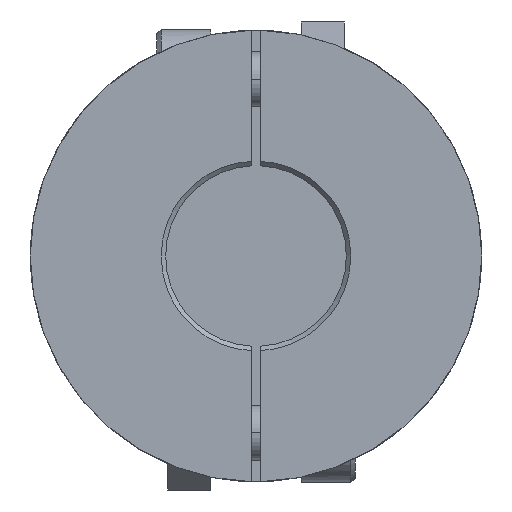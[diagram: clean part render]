
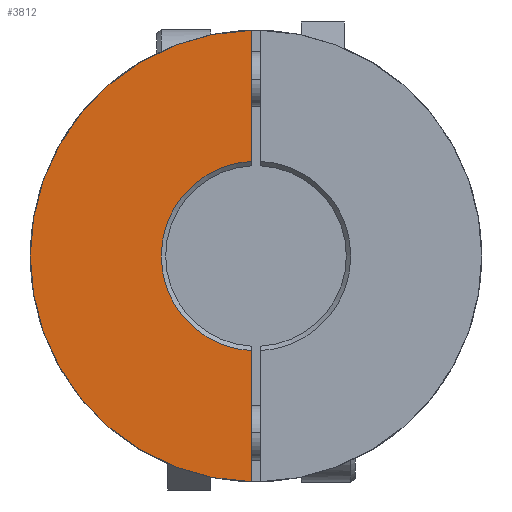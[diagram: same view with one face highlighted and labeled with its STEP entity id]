
A CAD part, left-side view. The second image highlights one B-rep face of the part: STEP entity #3812.
In plain terms, the highlighted planar face has unit normal (-1, 0, 0).
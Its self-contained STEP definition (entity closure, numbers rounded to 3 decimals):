
#743=DIRECTION('',(0.,0.,-1.));
#744=VECTOR('',#743,7.253);
#745=CARTESIAN_POINT('',(-18.,0.25,12.497));
#746=LINE('',#745,#744);
#747=DIRECTION('',(0.,0.,-1.));
#748=VECTOR('',#747,7.253);
#749=CARTESIAN_POINT('',(-18.,0.25,-5.244));
#750=LINE('',#749,#748);
#751=CARTESIAN_POINT('',(-18.,0.,0.));
#752=DIRECTION('',(-1.,0.,0.));
#753=DIRECTION('',(0.,1.,0.));
#754=AXIS2_PLACEMENT_3D('',#751,#752,#753);
#756=CARTESIAN_POINT('',(-18.,0.,0.));
#757=DIRECTION('',(1.,0.,0.));
#758=DIRECTION('',(0.,1.,0.));
#759=AXIS2_PLACEMENT_3D('',#756,#757,#758);
#853=CARTESIAN_POINT('',(-18.,0.,0.));
#854=DIRECTION('',(1.,0.,0.));
#855=DIRECTION('',(0.,0.048,-0.999));
#856=AXIS2_PLACEMENT_3D('',#853,#854,#855);
#2473=CARTESIAN_POINT('',(-18.,0.25,12.497));
#2474=VERTEX_POINT('',#2473);
#2477=CARTESIAN_POINT('',(-18.,0.25,-12.497));
#2478=VERTEX_POINT('',#2477);
#2481=CARTESIAN_POINT('',(-18.,12.5,0.));
#2482=VERTEX_POINT('',#2481);
#3045=CARTESIAN_POINT('',(-18.,0.25,-5.244));
#3046=CARTESIAN_POINT('',(-18.,0.25,5.244));
#3047=VERTEX_POINT('',#3045);
#3048=VERTEX_POINT('',#3046);
#3797=CARTESIAN_POINT('',(-18.,0.,0.));
#3798=DIRECTION('',(1.,0.,0.));
#3799=DIRECTION('',(0.,-1.,0.));
#3800=AXIS2_PLACEMENT_3D('',#3797,#3798,#3799);
#3801=PLANE('',#3800);
#3803=ORIENTED_EDGE('',*,*,#3802,.T.);
#3805=ORIENTED_EDGE('',*,*,#3804,.F.);
#3807=ORIENTED_EDGE('',*,*,#3806,.T.);
#3808=ORIENTED_EDGE('',*,*,#3484,.F.);
#3809=ORIENTED_EDGE('',*,*,#3148,.T.);
#3810=EDGE_LOOP('',(#3803,#3805,#3807,#3808,#3809));
#3811=FACE_OUTER_BOUND('',#3810,.F.);
#3812=ADVANCED_FACE('',(#3811),#3801,.F.);
#755=CIRCLE('',#754,12.5);
#760=CIRCLE('',#759,12.5);
#857=CIRCLE('',#856,5.25);
#3148=EDGE_CURVE('',#2482,#2474,#760,.T.);
#3484=EDGE_CURVE('',#2482,#2478,#755,.T.);
#3802=EDGE_CURVE('',#2474,#3048,#746,.T.);
#3804=EDGE_CURVE('',#3047,#3048,#857,.T.);
#3806=EDGE_CURVE('',#3047,#2478,#750,.T.);
